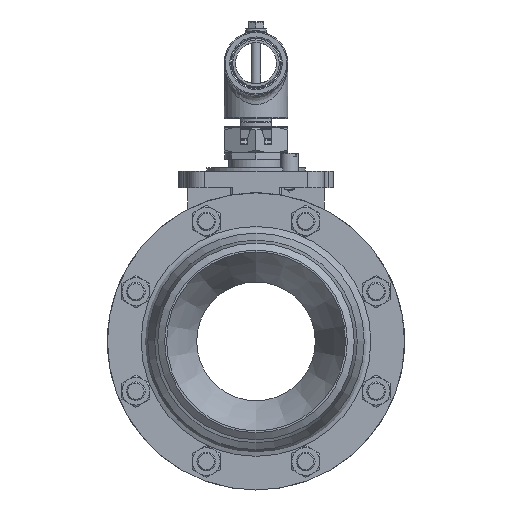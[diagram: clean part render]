
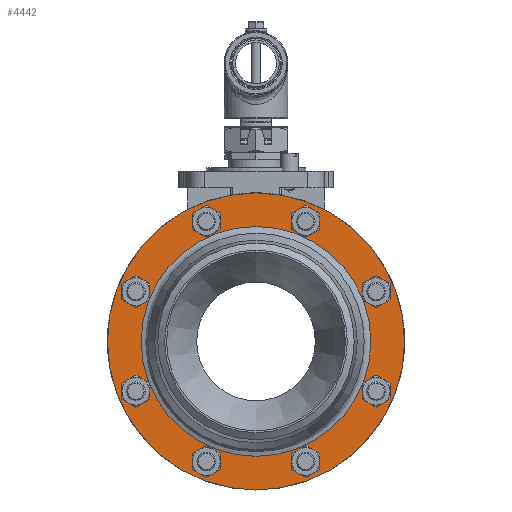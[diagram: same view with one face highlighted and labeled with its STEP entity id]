
A CAD part, front view. The second image highlights one B-rep face of the part: STEP entity #4442.
In plain terms, the highlighted planar face has unit normal (0, -1, 0).
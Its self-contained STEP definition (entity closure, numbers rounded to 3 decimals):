
#4016=CARTESIAN_POINT('',(36.85,-24.1,97.464));
#4017=VERTEX_POINT('',#4016);
#4018=CARTESIAN_POINT('',(42.861,-24.1,103.475));
#4019=DIRECTION('',(0.0,1.0,0.0));
#4020=DIRECTION('',(0.707,0.0,0.707));
#4021=AXIS2_PLACEMENT_3D('',#4018,#4019,#4020);
#4022=CIRCLE('',#4021,8.5);
#4023=EDGE_CURVE('',#4017,#4017,#4022,.T.);
#4044=CARTESIAN_POINT('',(-42.861,-24.1,94.975));
#4045=VERTEX_POINT('',#4044);
#4046=CARTESIAN_POINT('',(-42.861,-24.1,103.475));
#4047=DIRECTION('',(0.0,1.0,0.0));
#4048=DIRECTION('',(0.0,0.0,1.0));
#4049=AXIS2_PLACEMENT_3D('',#4046,#4047,#4048);
#4050=CIRCLE('',#4049,8.5);
#4051=EDGE_CURVE('',#4045,#4045,#4050,.T.);
#4072=CARTESIAN_POINT('',(-97.464,-24.1,36.85));
#4073=VERTEX_POINT('',#4072);
#4074=CARTESIAN_POINT('',(-103.475,-24.1,42.861));
#4075=DIRECTION('',(0.0,1.0,0.0));
#4076=DIRECTION('',(-0.707,0.0,0.707));
#4077=AXIS2_PLACEMENT_3D('',#4074,#4075,#4076);
#4078=CIRCLE('',#4077,8.5);
#4079=EDGE_CURVE('',#4073,#4073,#4078,.T.);
#4100=CARTESIAN_POINT('',(-94.975,-24.1,-42.861));
#4101=VERTEX_POINT('',#4100);
#4102=CARTESIAN_POINT('',(-103.475,-24.1,-42.861));
#4103=DIRECTION('',(0.0,1.0,0.0));
#4104=DIRECTION('',(-1.0,0.0,0.0));
#4105=AXIS2_PLACEMENT_3D('',#4102,#4103,#4104);
#4106=CIRCLE('',#4105,8.5);
#4107=EDGE_CURVE('',#4101,#4101,#4106,.T.);
#4128=CARTESIAN_POINT('',(-36.85,-24.1,-97.464));
#4129=VERTEX_POINT('',#4128);
#4130=CARTESIAN_POINT('',(-42.861,-24.1,-103.475));
#4131=DIRECTION('',(0.0,1.0,0.0));
#4132=DIRECTION('',(-0.707,0.0,-0.707));
#4133=AXIS2_PLACEMENT_3D('',#4130,#4131,#4132);
#4134=CIRCLE('',#4133,8.5);
#4135=EDGE_CURVE('',#4129,#4129,#4134,.T.);
#4156=CARTESIAN_POINT('',(42.861,-24.1,-94.975));
#4157=VERTEX_POINT('',#4156);
#4158=CARTESIAN_POINT('',(42.861,-24.1,-103.475));
#4159=DIRECTION('',(0.0,1.0,0.0));
#4160=DIRECTION('',(0.0,0.0,-1.0));
#4161=AXIS2_PLACEMENT_3D('',#4158,#4159,#4160);
#4162=CIRCLE('',#4161,8.5);
#4163=EDGE_CURVE('',#4157,#4157,#4162,.T.);
#4184=CARTESIAN_POINT('',(97.464,-24.1,-36.85));
#4185=VERTEX_POINT('',#4184);
#4186=CARTESIAN_POINT('',(103.475,-24.1,-42.861));
#4187=DIRECTION('',(0.0,1.0,0.0));
#4188=DIRECTION('',(0.707,0.0,-0.707));
#4189=AXIS2_PLACEMENT_3D('',#4186,#4187,#4188);
#4190=CIRCLE('',#4189,8.5);
#4191=EDGE_CURVE('',#4185,#4185,#4190,.T.);
#4212=CARTESIAN_POINT('',(94.975,-24.1,42.861));
#4213=VERTEX_POINT('',#4212);
#4214=CARTESIAN_POINT('',(103.475,-24.1,42.861));
#4215=DIRECTION('',(0.0,1.0,0.0));
#4216=DIRECTION('',(1.0,0.0,0.0));
#4217=AXIS2_PLACEMENT_3D('',#4214,#4215,#4216);
#4218=CIRCLE('',#4217,8.5);
#4219=EDGE_CURVE('',#4213,#4213,#4218,.T.);
#4376=CARTESIAN_POINT('',(0.0,-24.1,98.995));
#4377=VERTEX_POINT('',#4376);
#4378=CARTESIAN_POINT('',(0.0,-24.1,0.0));
#4379=DIRECTION('',(0.0,1.0,0.0));
#4380=DIRECTION('',(0.0,0.0,1.0));
#4381=AXIS2_PLACEMENT_3D('',#4378,#4379,#4380);
#4382=CIRCLE('',#4381,98.995);
#4383=EDGE_CURVE('',#4377,#4377,#4382,.T.);
#4399=CARTESIAN_POINT('',(0.0,-24.1,113.497));
#4400=DIRECTION('',(0.0,-1.0,0.0));
#4401=DIRECTION('',(0.0,0.0,-1.0));
#4402=AXIS2_PLACEMENT_3D('',#4399,#4400,#4401);
#4403=PLANE('',#4402);
#4404=CARTESIAN_POINT('',(0.0,-24.1,128.));
#4405=VERTEX_POINT('',#4404);
#4406=CARTESIAN_POINT('',(0.0,-24.1,0.0));
#4407=DIRECTION('',(0.0,1.0,0.0));
#4408=DIRECTION('',(0.0,0.0,1.0));
#4409=AXIS2_PLACEMENT_3D('',#4406,#4407,#4408);
#4410=CIRCLE('',#4409,128.);
#4411=EDGE_CURVE('',#4405,#4405,#4410,.T.);
#4412=ORIENTED_EDGE('',*,*,#4411,.F.);
#4413=EDGE_LOOP('',(#4412));
#4414=FACE_OUTER_BOUND('',#4413,.T.);
#4415=ORIENTED_EDGE('',*,*,#4023,.T.);
#4416=EDGE_LOOP('',(#4415));
#4417=FACE_BOUND('',#4416,.T.);
#4418=ORIENTED_EDGE('',*,*,#4051,.T.);
#4419=EDGE_LOOP('',(#4418));
#4420=FACE_BOUND('',#4419,.T.);
#4421=ORIENTED_EDGE('',*,*,#4079,.T.);
#4422=EDGE_LOOP('',(#4421));
#4423=FACE_BOUND('',#4422,.T.);
#4424=ORIENTED_EDGE('',*,*,#4107,.T.);
#4425=EDGE_LOOP('',(#4424));
#4426=FACE_BOUND('',#4425,.T.);
#4427=ORIENTED_EDGE('',*,*,#4135,.T.);
#4428=EDGE_LOOP('',(#4427));
#4429=FACE_BOUND('',#4428,.T.);
#4430=ORIENTED_EDGE('',*,*,#4163,.T.);
#4431=EDGE_LOOP('',(#4430));
#4432=FACE_BOUND('',#4431,.T.);
#4433=ORIENTED_EDGE('',*,*,#4191,.T.);
#4434=EDGE_LOOP('',(#4433));
#4435=FACE_BOUND('',#4434,.T.);
#4436=ORIENTED_EDGE('',*,*,#4219,.T.);
#4437=EDGE_LOOP('',(#4436));
#4438=FACE_BOUND('',#4437,.T.);
#4439=ORIENTED_EDGE('',*,*,#4383,.T.);
#4440=EDGE_LOOP('',(#4439));
#4441=FACE_BOUND('',#4440,.T.);
#4442=ADVANCED_FACE('',(#4414,#4417,#4420,#4423,#4426,#4429,#4432,#4435,#4438,#4441),#4403,.T.);
